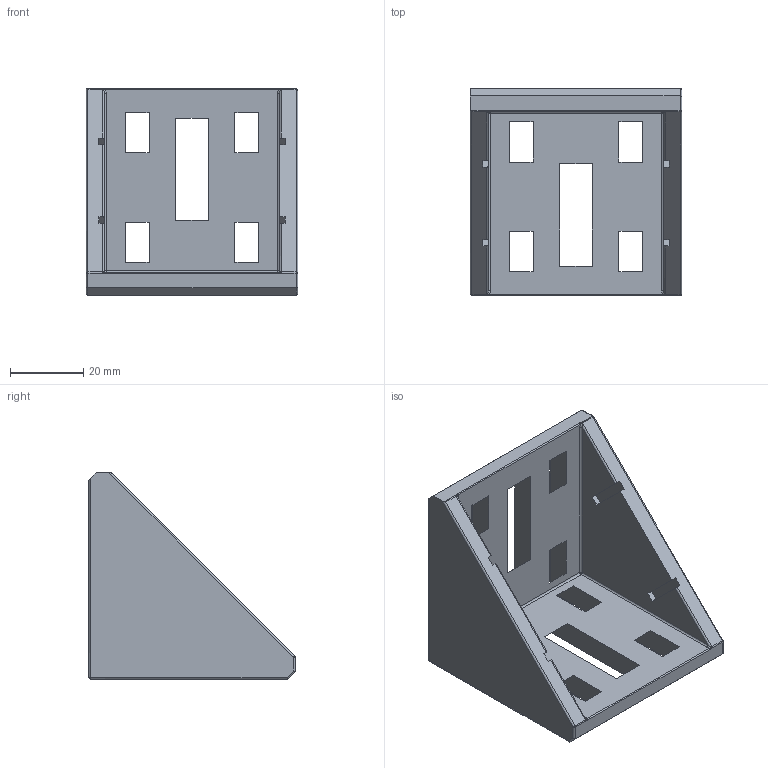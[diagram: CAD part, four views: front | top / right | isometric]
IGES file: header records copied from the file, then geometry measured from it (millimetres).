
Global section: file name: 305857.stp.ipt; native system: Autodesk Inventor 2014; preprocessor: unknown; author: zeman; date: 20151020.095900; units: millimetre
Bounding box: 58 x 56.5 x 56.5 mm (x, y, z)
Volume: 40849.8 mm3; surface area: 20055.8 mm2
Topology: 1 solids, 1 shells, 166 faces, 434 edges, 265 vertices
Faces by surface type: plane 115, cylinder 27, bspline 14, sphere 5, revolution 5
